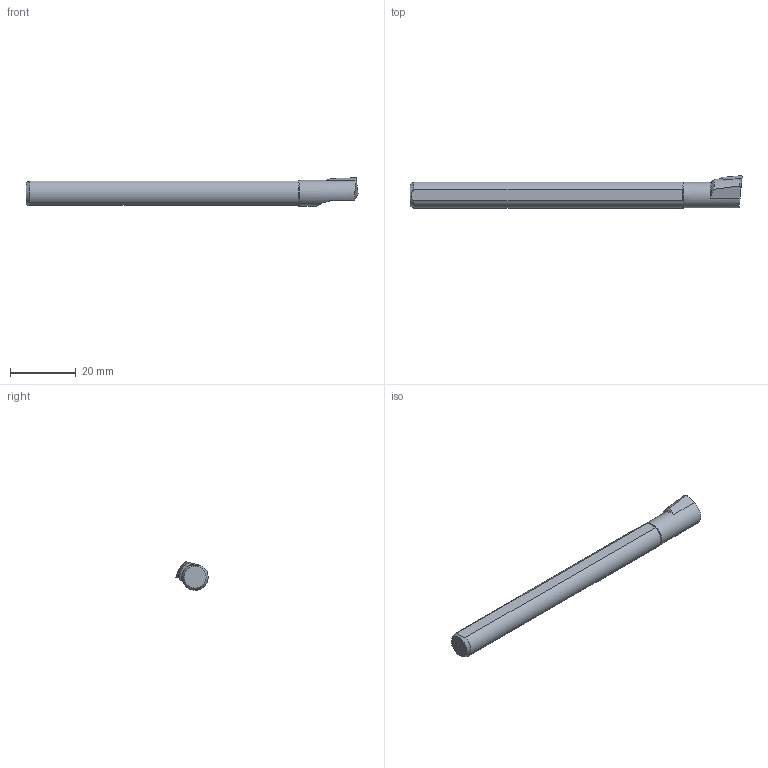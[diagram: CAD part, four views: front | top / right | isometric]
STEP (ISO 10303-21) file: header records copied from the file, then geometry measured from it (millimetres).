
FILE_DESCRIPTION(/* description */ (''),/* implementation_level */ '2;1');
FILE_NAME(/* name */ 'A08HSCLCL06_SIM.stp',/* time_stamp */ '2021-09-23T08:25:14+02:00',/* author */ (''),/* organization */ (''),/* preprocessor_version */ 'ST-DEVELOPER v16.7',/* originating_system */ 'SIEMENS PLM Software NX 12.0',/* authorisation */ '');
FILE_SCHEMA (('AUTOMOTIVE_DESIGN { 1 0 10303 214 3 1 1 1 }'));
Length unit declared in the file: millimetre
Products named in the file (1): model2
Bounding box: 101.09 x 9.86 x 8.63 mm (x, y, z)
Volume: 4840.7 mm3; surface area: 2726.4 mm2
Topology: 2 solids, 2 shells, 39 faces, 98 edges, 64 vertices
Faces by surface type: plane 19, cone 9, cylinder 6, torus 5
Full cylindrical faces by diameter (mm): 2.8 x1, 4.1 x1, 7.8 x1
Entity records: 1216 total; most frequent: CARTESIAN_POINT 309, DIRECTION 181, ORIENTED_EDGE 170, EDGE_CURVE 85, AXIS2_PLACEMENT_3D 73, VERTEX_POINT 60, EDGE_LOOP 51, ADVANCED_FACE 39
